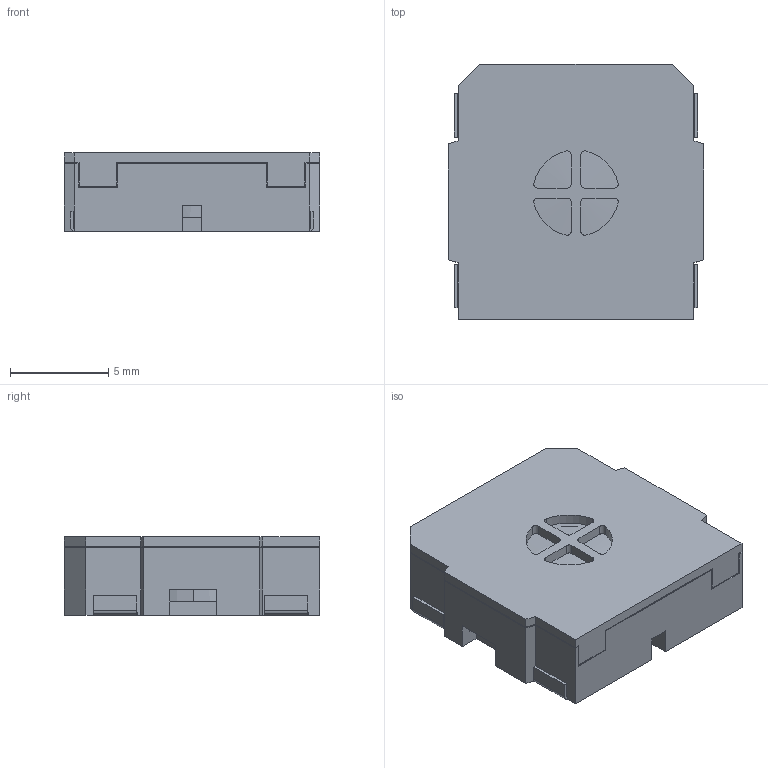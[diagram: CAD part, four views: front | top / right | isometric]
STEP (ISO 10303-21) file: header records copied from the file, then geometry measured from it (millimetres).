
FILE_DESCRIPTION (( 'STEP AP214' ), '1' );
FILE_NAME ('SMS-1308MS-2-R.STEP', '2018-12-17T14:32:45', ( '' ), ( '' ), 'SwSTEP 2.0', 'SolidWorks 2018', '' );
FILE_SCHEMA (( 'AUTOMOTIVE_DESIGN' ));
Length unit declared in the file: millimetre
Products named in the file (4): SMS-1308MS-2-R.IGS; Cone.IGS; SMS-1308MS-2-R
Assembly tree (3 placements, depth 3):
  SMS-1308MS-2-R
    SMS-1308MS-2-R.IGS
      SMS-1308MS-2-R.IGS
      Cone.IGS
Bounding box: 13 x 13 x 4 mm (x, y, z)
Volume: 332.2 mm3; surface area: 1224.8 mm2
Topology: 2 solids, 2 shells, 248 faces, 738 edges, 489 vertices
Faces by surface type: plane 176, bspline 45, cylinder 24, torus 2, sphere 1
Entity records: 9588 total; most frequent: CARTESIAN_POINT 1803, ORIENTED_EDGE 1472, DIRECTION 1310, EDGE_CURVE 736, VECTOR 566, LINE 566, VERTEX_POINT 488, AXIS2_PLACEMENT_3D 372
